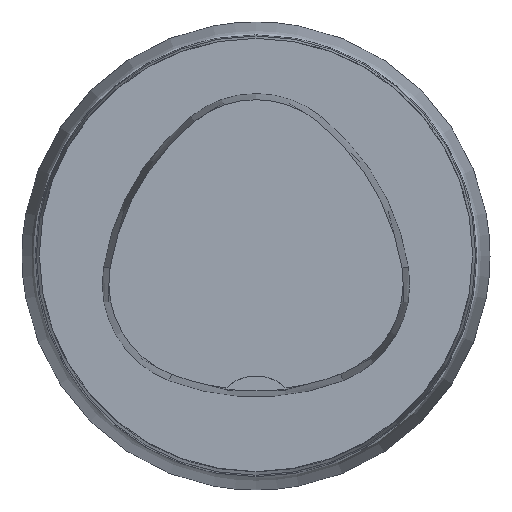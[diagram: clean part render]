
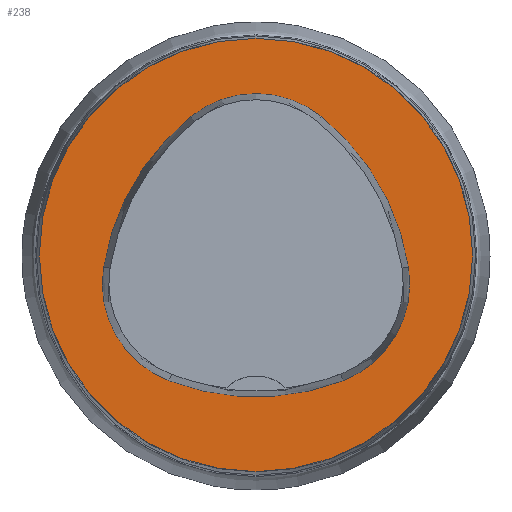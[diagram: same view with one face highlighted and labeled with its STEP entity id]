
A CAD part, top view. The second image highlights one B-rep face of the part: STEP entity #238.
In plain terms, the highlighted planar face has unit normal (0, 0, 1).
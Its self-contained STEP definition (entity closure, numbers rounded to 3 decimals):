
#172=PLANE('',#822);
#238=ADVANCED_FACE('',(#290,#291),#172,.T.);
#290=FACE_BOUND('',#346,.T.);
#291=FACE_BOUND('',#347,.T.);
#346=EDGE_LOOP('',(#432,#433,#434,#435,#436,#437));
#347=EDGE_LOOP('',(#438));
#432=ORIENTED_EDGE('',*,*,#594,.T.);
#433=ORIENTED_EDGE('',*,*,#595,.T.);
#434=ORIENTED_EDGE('',*,*,#596,.T.);
#435=ORIENTED_EDGE('',*,*,#597,.T.);
#436=ORIENTED_EDGE('',*,*,#598,.T.);
#437=ORIENTED_EDGE('',*,*,#599,.T.);
#438=ORIENTED_EDGE('',*,*,#600,.F.);
#533=VERTEX_POINT('',#1222);
#534=VERTEX_POINT('',#1223);
#535=VERTEX_POINT('',#1225);
#536=VERTEX_POINT('',#1227);
#537=VERTEX_POINT('',#1229);
#538=VERTEX_POINT('',#1231);
#539=VERTEX_POINT('',#1234);
#594=EDGE_CURVE('',#533,#534,#634,.T.);
#595=EDGE_CURVE('',#534,#535,#635,.T.);
#596=EDGE_CURVE('',#535,#536,#636,.T.);
#597=EDGE_CURVE('',#536,#537,#637,.T.);
#598=EDGE_CURVE('',#537,#538,#638,.T.);
#599=EDGE_CURVE('',#538,#533,#639,.T.);
#600=EDGE_CURVE('',#539,#539,#640,.T.);
#634=CIRCLE('',#815,12.);
#635=CIRCLE('',#816,28.);
#636=CIRCLE('',#817,12.);
#637=CIRCLE('',#818,28.);
#638=CIRCLE('',#819,12.);
#639=CIRCLE('',#820,28.);
#640=CIRCLE('',#821,25.);
#815=AXIS2_PLACEMENT_3D('',#1221,#988,#989);
#816=AXIS2_PLACEMENT_3D('',#1224,#990,#991);
#817=AXIS2_PLACEMENT_3D('',#1226,#992,#993);
#818=AXIS2_PLACEMENT_3D('',#1228,#994,#995);
#819=AXIS2_PLACEMENT_3D('',#1230,#996,#997);
#820=AXIS2_PLACEMENT_3D('',#1232,#998,#999);
#821=AXIS2_PLACEMENT_3D('',#1233,#1000,#1001);
#822=AXIS2_PLACEMENT_3D('',#1235,#1002,#1003);
#988=DIRECTION('',(0.,0.,-1.));
#989=DIRECTION('',(-1.,0.,0.));
#990=DIRECTION('',(0.,0.,-1.));
#991=DIRECTION('',(-1.,0.,0.));
#992=DIRECTION('',(0.,0.,-1.));
#993=DIRECTION('',(-1.,0.,0.));
#994=DIRECTION('',(0.,0.,-1.));
#995=DIRECTION('',(-1.,0.,0.));
#996=DIRECTION('',(0.,0.,-1.));
#997=DIRECTION('',(-1.,0.,0.));
#998=DIRECTION('',(0.,0.,-1.));
#999=DIRECTION('',(-1.,0.,0.));
#1000=DIRECTION('',(0.,0.,-1.));
#1001=DIRECTION('',(-1.,0.,0.));
#1002=DIRECTION('',(0.,0.,1.));
#1003=DIRECTION('',(1.,0.,0.));
#1221=CARTESIAN_POINT('',(-5.733,-3.31,0.));
#1222=CARTESIAN_POINT('',(-10.025,-14.516,0.));
#1223=CARTESIAN_POINT('',(-17.584,-1.424,0.));
#1224=CARTESIAN_POINT('',(10.068,-5.824,0.));
#1225=CARTESIAN_POINT('',(-7.531,15.953,0.));
#1226=CARTESIAN_POINT('',(0.011,6.62,0.));
#1227=CARTESIAN_POINT('',(7.567,15.942,0.));
#1228=CARTESIAN_POINT('',(-10.063,-5.81,0.));
#1229=CARTESIAN_POINT('',(17.59,-1.418,0.));
#1230=CARTESIAN_POINT('',(5.739,-3.3,0.));
#1231=CARTESIAN_POINT('',(10.05,-14.499,0.));
#1232=CARTESIAN_POINT('',(-0.01,11.631,0.));
#1233=CARTESIAN_POINT('',(0.,0.,0.));
#1234=CARTESIAN_POINT('',(-25.,0.,0.));
#1235=CARTESIAN_POINT('',(0.,0.,0.));
